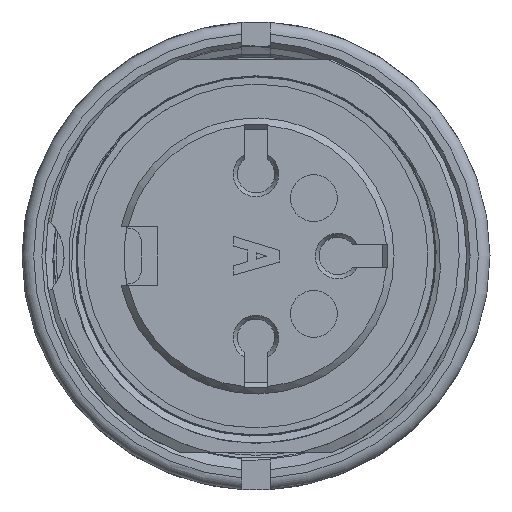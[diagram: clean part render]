
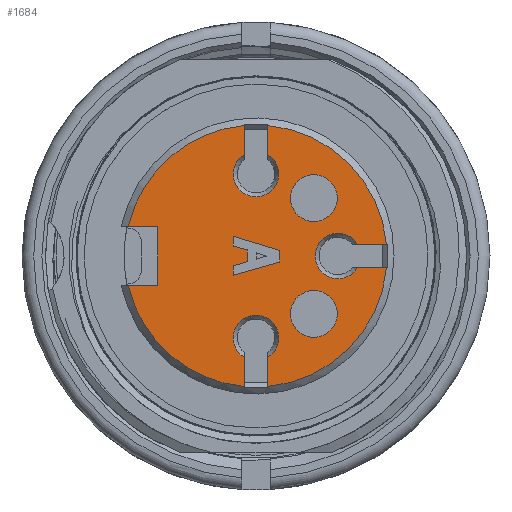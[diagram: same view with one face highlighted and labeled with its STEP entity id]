
A CAD part, front view. The second image highlights one B-rep face of the part: STEP entity #1684.
In plain terms, the highlighted planar face has unit normal (0, -1, 0).
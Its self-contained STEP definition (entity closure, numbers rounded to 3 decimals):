
#1060=FACE_BOUND('',#2755,.T.);
#1061=FACE_BOUND('',#2756,.T.);
#1062=FACE_BOUND('',#2757,.T.);
#1063=FACE_BOUND('',#2758,.T.);
#1381=CIRCLE('',#9451,1.);
#1382=CIRCLE('',#9452,5.6);
#1383=CIRCLE('',#9453,0.973);
#1384=CIRCLE('',#9454,5.6);
#1385=CIRCLE('',#9455,0.973);
#1386=CIRCLE('',#9456,5.6);
#1387=CIRCLE('',#9457,0.973);
#1388=CIRCLE('',#9458,5.6);
#1389=CIRCLE('',#9459,1.);
#1684=ADVANCED_FACE('',(#1060,#1061,#1062,#1063),#1997,.F.);
#1997=PLANE('',#9460);
#2755=EDGE_LOOP('',(#5503));
#2756=EDGE_LOOP('',(#5504,#5505,#5506,#5507,#5508,#5509,#5510,#5511));
#2757=EDGE_LOOP('',(#5512,#5513,#5514,#5515,#5516,#5517,#5518,#5519,#5520,
#5521,#5522,#5523,#5524,#5525,#5526,#5527));
#2758=EDGE_LOOP('',(#5528));
#3192=LINE('',#20457,#3802);
#3202=LINE('',#20488,#3812);
#3207=LINE('',#20497,#3817);
#3355=LINE('',#21584,#3965);
#3356=LINE('',#21587,#3966);
#3357=LINE('',#21589,#3967);
#3358=LINE('',#21591,#3968);
#3359=LINE('',#21593,#3969);
#3360=LINE('',#21595,#3970);
#3361=LINE('',#21597,#3971);
#3362=LINE('',#21599,#3972);
#3363=LINE('',#21602,#3973);
#3364=LINE('',#21606,#3974);
#3365=LINE('',#21610,#3975);
#3366=LINE('',#21614,#3976);
#3367=LINE('',#21618,#3977);
#3368=LINE('',#21622,#3978);
#3802=VECTOR('',#10086,1.);
#3812=VECTOR('',#10102,1.);
#3817=VECTOR('',#10109,1.);
#3965=VECTOR('',#10557,1.);
#3966=VECTOR('',#10558,1.);
#3967=VECTOR('',#10559,1.);
#3968=VECTOR('',#10560,1.);
#3969=VECTOR('',#10561,1.);
#3970=VECTOR('',#10562,1.);
#3971=VECTOR('',#10563,1.);
#3972=VECTOR('',#10564,1.);
#3973=VECTOR('',#10567,1.);
#3974=VECTOR('',#10570,1.);
#3975=VECTOR('',#10573,1.);
#3976=VECTOR('',#10576,1.);
#3977=VECTOR('',#10579,1.);
#3978=VECTOR('',#10582,1.);
#5503=ORIENTED_EDGE('',*,*,#8208,.F.);
#5504=ORIENTED_EDGE('',*,*,#8209,.T.);
#5505=ORIENTED_EDGE('',*,*,#8210,.T.);
#5506=ORIENTED_EDGE('',*,*,#8211,.T.);
#5507=ORIENTED_EDGE('',*,*,#8212,.T.);
#5508=ORIENTED_EDGE('',*,*,#8213,.T.);
#5509=ORIENTED_EDGE('',*,*,#8214,.T.);
#5510=ORIENTED_EDGE('',*,*,#8215,.T.);
#5511=ORIENTED_EDGE('',*,*,#8216,.T.);
#5512=ORIENTED_EDGE('',*,*,#7950,.T.);
#5513=ORIENTED_EDGE('',*,*,#8217,.T.);
#5514=ORIENTED_EDGE('',*,*,#8218,.F.);
#5515=ORIENTED_EDGE('',*,*,#8219,.F.);
#5516=ORIENTED_EDGE('',*,*,#8220,.F.);
#5517=ORIENTED_EDGE('',*,*,#8221,.T.);
#5518=ORIENTED_EDGE('',*,*,#8222,.F.);
#5519=ORIENTED_EDGE('',*,*,#8223,.F.);
#5520=ORIENTED_EDGE('',*,*,#8224,.F.);
#5521=ORIENTED_EDGE('',*,*,#8225,.T.);
#5522=ORIENTED_EDGE('',*,*,#8226,.F.);
#5523=ORIENTED_EDGE('',*,*,#8227,.F.);
#5524=ORIENTED_EDGE('',*,*,#8228,.F.);
#5525=ORIENTED_EDGE('',*,*,#8229,.T.);
#5526=ORIENTED_EDGE('',*,*,#7938,.T.);
#5527=ORIENTED_EDGE('',*,*,#7955,.T.);
#5528=ORIENTED_EDGE('',*,*,#8230,.F.);
#7026=VERTEX_POINT('',#20456);
#7027=VERTEX_POINT('',#20458);
#7036=VERTEX_POINT('',#20487);
#7037=VERTEX_POINT('',#20489);
#7194=VERTEX_POINT('',#21583);
#7195=VERTEX_POINT('',#21585);
#7196=VERTEX_POINT('',#21586);
#7197=VERTEX_POINT('',#21588);
#7198=VERTEX_POINT('',#21590);
#7199=VERTEX_POINT('',#21592);
#7200=VERTEX_POINT('',#21594);
#7201=VERTEX_POINT('',#21596);
#7202=VERTEX_POINT('',#21598);
#7203=VERTEX_POINT('',#21601);
#7204=VERTEX_POINT('',#21603);
#7205=VERTEX_POINT('',#21605);
#7206=VERTEX_POINT('',#21607);
#7207=VERTEX_POINT('',#21609);
#7208=VERTEX_POINT('',#21611);
#7209=VERTEX_POINT('',#21613);
#7210=VERTEX_POINT('',#21615);
#7211=VERTEX_POINT('',#21617);
#7212=VERTEX_POINT('',#21619);
#7213=VERTEX_POINT('',#21621);
#7214=VERTEX_POINT('',#21623);
#7215=VERTEX_POINT('',#21626);
#7938=EDGE_CURVE('',#7027,#7026,#3192,.T.);
#7950=EDGE_CURVE('',#7037,#7036,#3202,.T.);
#7955=EDGE_CURVE('',#7026,#7037,#3207,.T.);
#8208=EDGE_CURVE('',#7194,#7194,#1381,.T.);
#8209=EDGE_CURVE('',#7195,#7196,#3355,.T.);
#8210=EDGE_CURVE('',#7196,#7197,#3356,.T.);
#8211=EDGE_CURVE('',#7197,#7198,#3357,.T.);
#8212=EDGE_CURVE('',#7198,#7199,#3358,.T.);
#8213=EDGE_CURVE('',#7199,#7200,#3359,.T.);
#8214=EDGE_CURVE('',#7200,#7201,#3360,.T.);
#8215=EDGE_CURVE('',#7201,#7202,#3361,.T.);
#8216=EDGE_CURVE('',#7202,#7195,#3362,.T.);
#8217=EDGE_CURVE('',#7036,#7203,#1382,.T.);
#8218=EDGE_CURVE('',#7204,#7203,#3363,.T.);
#8219=EDGE_CURVE('',#7205,#7204,#1383,.T.);
#8220=EDGE_CURVE('',#7206,#7205,#3364,.T.);
#8221=EDGE_CURVE('',#7206,#7207,#1384,.T.);
#8222=EDGE_CURVE('',#7208,#7207,#3365,.T.);
#8223=EDGE_CURVE('',#7209,#7208,#1385,.T.);
#8224=EDGE_CURVE('',#7210,#7209,#3366,.T.);
#8225=EDGE_CURVE('',#7210,#7211,#1386,.T.);
#8226=EDGE_CURVE('',#7212,#7211,#3367,.T.);
#8227=EDGE_CURVE('',#7213,#7212,#1387,.T.);
#8228=EDGE_CURVE('',#7214,#7213,#3368,.T.);
#8229=EDGE_CURVE('',#7214,#7027,#1388,.T.);
#8230=EDGE_CURVE('',#7215,#7215,#1389,.T.);
#9451=AXIS2_PLACEMENT_3D('',#21582,#10555,#10556);
#9452=AXIS2_PLACEMENT_3D('',#21600,#10565,#10566);
#9453=AXIS2_PLACEMENT_3D('',#21604,#10568,#10569);
#9454=AXIS2_PLACEMENT_3D('',#21608,#10571,#10572);
#9455=AXIS2_PLACEMENT_3D('',#21612,#10574,#10575);
#9456=AXIS2_PLACEMENT_3D('',#21616,#10577,#10578);
#9457=AXIS2_PLACEMENT_3D('',#21620,#10580,#10581);
#9458=AXIS2_PLACEMENT_3D('',#21624,#10583,#10584);
#9459=AXIS2_PLACEMENT_3D('',#21625,#10585,#10586);
#9460=AXIS2_PLACEMENT_3D('',#21627,#10587,#10588);
#10086=DIRECTION('',(1.,0.,0.));
#10102=DIRECTION('',(-1.,0.,0.));
#10109=DIRECTION('',(0.,0.,-1.));
#10555=DIRECTION('',(0.,-1.,0.));
#10556=DIRECTION('',(0.,0.,1.));
#10557=DIRECTION('',(0.,0.,-1.));
#10558=DIRECTION('',(-0.963,0.,-0.27));
#10559=DIRECTION('',(0.,0.,1.));
#10560=DIRECTION('',(0.958,0.,0.287));
#10561=DIRECTION('',(0.,0.,1.));
#10562=DIRECTION('',(-0.966,0.,0.258));
#10563=DIRECTION('',(0.,0.,1.));
#10564=DIRECTION('',(0.958,0.,-0.287));
#10565=DIRECTION('',(0.,-1.,0.));
#10566=DIRECTION('',(0.,0.,1.));
#10567=DIRECTION('',(0.,0.,-1.));
#10568=DIRECTION('',(0.,-1.,0.));
#10569=DIRECTION('',(0.514,0.,-0.858));
#10570=DIRECTION('',(0.,0.,1.));
#10571=DIRECTION('',(0.,-1.,0.));
#10572=DIRECTION('',(0.,0.,1.));
#10573=DIRECTION('',(1.,0.,0.));
#10574=DIRECTION('',(0.,-1.,0.));
#10575=DIRECTION('',(0.858,0.,0.514));
#10576=DIRECTION('',(-1.,0.,0.));
#10577=DIRECTION('',(0.,-1.,0.));
#10578=DIRECTION('',(0.,0.,1.));
#10579=DIRECTION('',(0.,0.,1.));
#10580=DIRECTION('',(0.,-1.,0.));
#10581=DIRECTION('',(-0.514,0.,0.858));
#10582=DIRECTION('',(0.,0.,-1.));
#10583=DIRECTION('',(0.,-1.,0.));
#10584=DIRECTION('',(0.,0.,1.));
#10585=DIRECTION('',(0.,-1.,0.));
#10586=DIRECTION('',(0.,0.,1.));
#10587=DIRECTION('',(0.,1.,0.));
#10588=DIRECTION('',(0.,0.,1.));
#20456=CARTESIAN_POINT('',(-3.604,-24.606,1.25));
#20457=CARTESIAN_POINT('',(-3.604,-24.606,1.25));
#20458=CARTESIAN_POINT('',(-4.863,-24.606,1.25));
#20487=CARTESIAN_POINT('',(-4.863,-24.606,-1.25));
#20488=CARTESIAN_POINT('',(-5.783,-24.606,-1.25));
#20489=CARTESIAN_POINT('',(-3.604,-24.606,-1.25));
#20497=CARTESIAN_POINT('',(-3.604,-24.606,-1.25));
#21582=CARTESIAN_POINT('',(3.071,-24.606,2.475));
#21583=CARTESIAN_POINT('',(3.071,-24.606,3.475));
#21584=CARTESIAN_POINT('',(1.616,-24.606,0.24));
#21585=CARTESIAN_POINT('',(1.616,-24.606,0.24));
#21586=CARTESIAN_POINT('',(1.616,-24.606,-0.26));
#21587=CARTESIAN_POINT('',(1.616,-24.606,-0.26));
#21588=CARTESIAN_POINT('',(-0.384,-24.606,-0.82));
#21589=CARTESIAN_POINT('',(-0.384,-24.606,-0.82));
#21590=CARTESIAN_POINT('',(-0.384,-24.606,-0.42));
#21591=CARTESIAN_POINT('',(-0.384,-24.606,-0.42));
#21592=CARTESIAN_POINT('',(0.216,-24.606,-0.24));
#21593=CARTESIAN_POINT('',(0.216,-24.606,-0.24));
#21594=CARTESIAN_POINT('',(0.216,-24.606,0.26));
#21595=CARTESIAN_POINT('',(0.216,-24.606,0.26));
#21596=CARTESIAN_POINT('',(-0.384,-24.606,0.42));
#21597=CARTESIAN_POINT('',(-0.384,-24.606,0.42));
#21598=CARTESIAN_POINT('',(-0.384,-24.606,0.84));
#21599=CARTESIAN_POINT('',(-0.384,-24.606,0.84));
#21600=CARTESIAN_POINT('',(0.596,-24.606,0.));
#21601=CARTESIAN_POINT('',(0.096,-24.606,-5.578));
#21602=CARTESIAN_POINT('',(0.096,-24.606,-4.335));
#21603=CARTESIAN_POINT('',(0.096,-24.606,-4.335));
#21604=CARTESIAN_POINT('',(0.596,-24.606,-3.5));
#21605=CARTESIAN_POINT('',(1.096,-24.606,-4.335));
#21606=CARTESIAN_POINT('',(1.096,-24.606,-5.7));
#21607=CARTESIAN_POINT('',(1.096,-24.606,-5.578));
#21608=CARTESIAN_POINT('',(0.596,-24.606,0.));
#21609=CARTESIAN_POINT('',(6.174,-24.606,-0.5));
#21610=CARTESIAN_POINT('',(4.931,-24.606,-0.5));
#21611=CARTESIAN_POINT('',(4.931,-24.606,-0.5));
#21612=CARTESIAN_POINT('',(4.096,-24.606,0.));
#21613=CARTESIAN_POINT('',(4.931,-24.606,0.5));
#21614=CARTESIAN_POINT('',(6.296,-24.606,0.5));
#21615=CARTESIAN_POINT('',(6.174,-24.606,0.5));
#21616=CARTESIAN_POINT('',(0.596,-24.606,0.));
#21617=CARTESIAN_POINT('',(1.096,-24.606,5.578));
#21618=CARTESIAN_POINT('',(1.096,-24.606,4.335));
#21619=CARTESIAN_POINT('',(1.096,-24.606,4.335));
#21620=CARTESIAN_POINT('',(0.596,-24.606,3.5));
#21621=CARTESIAN_POINT('',(0.096,-24.606,4.335));
#21622=CARTESIAN_POINT('',(0.096,-24.606,5.7));
#21623=CARTESIAN_POINT('',(0.096,-24.606,5.578));
#21624=CARTESIAN_POINT('',(0.596,-24.606,0.));
#21625=CARTESIAN_POINT('',(3.071,-24.606,-2.475));
#21626=CARTESIAN_POINT('',(3.071,-24.606,-1.475));
#21627=CARTESIAN_POINT('',(0.596,-24.606,5.9));
